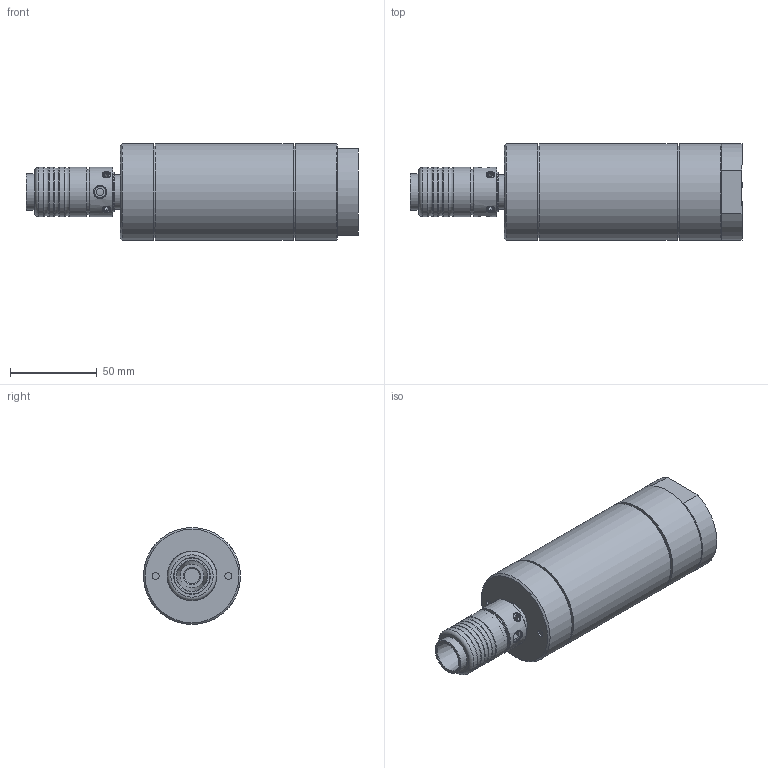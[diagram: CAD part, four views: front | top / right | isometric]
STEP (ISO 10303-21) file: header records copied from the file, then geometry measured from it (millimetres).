
FILE_DESCRIPTION(/* description */ ('EBMU 40-19000 WS'),/* implementation_level */ '2;1');
FILE_NAME(/* name */ 'EBMU 40-19000 WS_60050767.stp',/* time_stamp */ '2023-10-05T11:12:55+02:00',/* author */ ('DSteinicke'),/* organization */ (''),/* preprocessor_version */ 'ST-DEVELOPER v19.2',/* originating_system */ 'Autodesk Inventor 2024',/* authorisation */ '');
FILE_SCHEMA (('AUTOMOTIVE_DESIGN { 1 0 10303 214 3 1 1 }'));
Length unit declared in the file: millimetre
Products named in the file (1): 60050767
Bounding box: 191.7 x 56 x 56 mm (x, y, z)
Volume: 359963.7 mm3; surface area: 38279.8 mm2
Topology: 1 solids, 2 shells, 208 faces, 497 edges, 329 vertices
Faces by surface type: plane 132, cylinder 38, cone 21, bspline 13, torus 4
Full cylindrical faces by diameter (mm): 4 x2, 6.647 x2, 9 x1, 11.445 x2, 14.95 x1, 20 x1, 21 x2, 21.1 x1, 23 x1, 26 x2, 27.4 x1, 28.4 x4, 28.6 x1, 53 x2, 56 x3
Entity records: 7417 total; most frequent: CARTESIAN_POINT 2265, ORIENTED_EDGE 994, DIRECTION 964, EDGE_CURVE 497, VERTEX_POINT 329, LINE 322, VECTOR 322, AXIS2_PLACEMENT_3D 321
